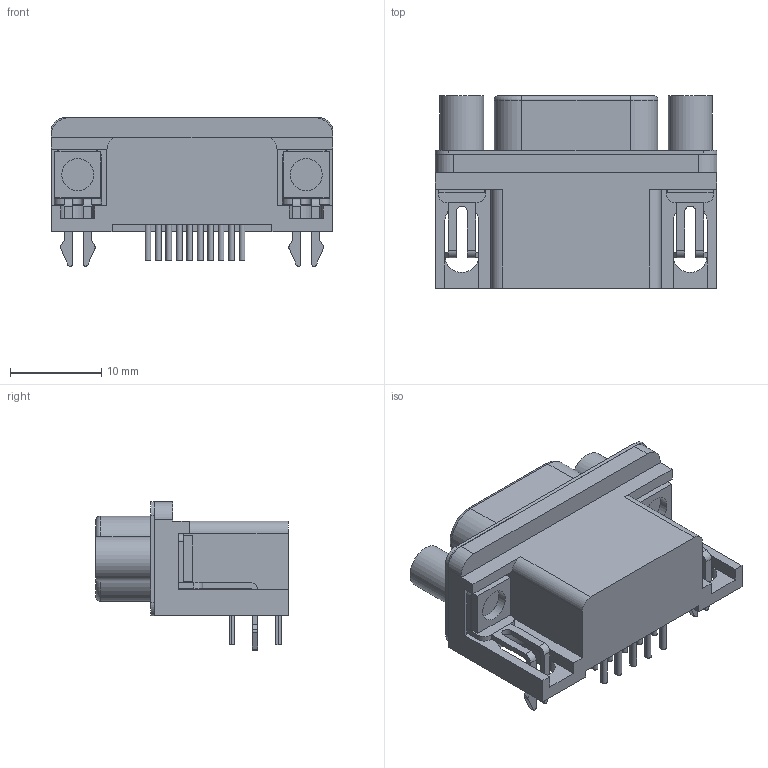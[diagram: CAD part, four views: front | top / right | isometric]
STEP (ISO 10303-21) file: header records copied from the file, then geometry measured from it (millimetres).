
FILE_DESCRIPTION(/* description */ (''),/* implementation_level */ '2;1');
FILE_NAME(/* name */ 'TYCO_5749768-1.stp',/* time_stamp */ '2015-03-17T15:17:55+01:00',/* author */ ('admchouv'),/* organization */ ('Tyco Electronics Ltd.'),/* preprocessor_version */ 'ST-DEVELOPER v15.5',/* originating_system */ 'AutoCAD Mechanical',/* authorisation */ '');
FILE_SCHEMA (('AUTOMOTIVE_DESIGN { 1 0 10303 214 3 1 1 }'));
Length unit declared in the file: millimetre
Products named in the file (1): Product
Bounding box: 30.81 x 21.06 x 16.29 mm (x, y, z)
Volume: 3957 mm3; surface area: 4818.5 mm2
Topology: 56 solids, 56 shells, 481 faces, 1107 edges, 734 vertices
Faces by surface type: plane 381, cylinder 94, torus 4, cone 2
Full cylindrical faces by diameter (mm): 1 x15, 2.7 x2, 3.5 x2, 4.8 x2
Entity records: 13387 total; most frequent: CARTESIAN_POINT 2300, DIRECTION 2242, ORIENTED_EDGE 2168, EDGE_CURVE 1084, LINE 890, VECTOR 890, VERTEX_POINT 734, AXIS2_PLACEMENT_3D 676
